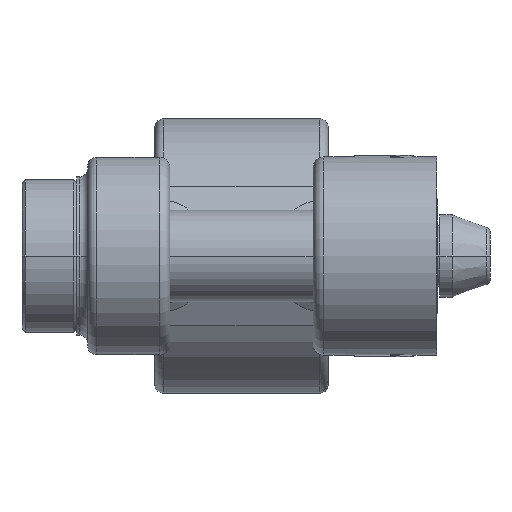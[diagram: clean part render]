
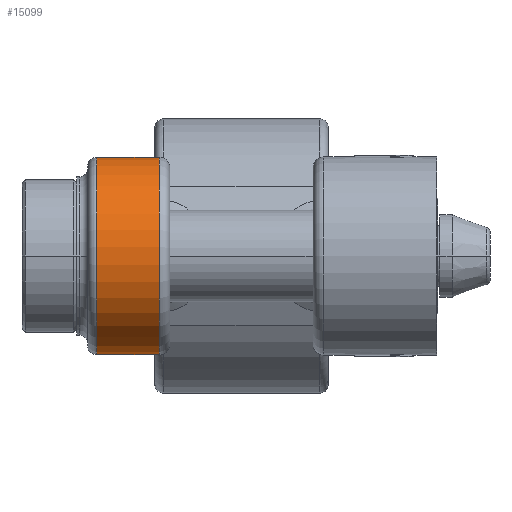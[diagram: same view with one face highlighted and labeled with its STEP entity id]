
A CAD part, front view. The second image highlights one B-rep face of the part: STEP entity #15099.
In plain terms, the highlighted cylindrical face has radius 32.5 mm (diameter 65 mm), a partial arc.
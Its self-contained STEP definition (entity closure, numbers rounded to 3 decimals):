
#3668=CARTESIAN_POINT('',(-47.5,0.,0.));
#3669=DIRECTION('',(1.,0.,0.));
#3670=DIRECTION('',(0.,0.82,0.573));
#3671=AXIS2_PLACEMENT_3D('',#3668,#3669,#3670);
#3688=DIRECTION('',(-1.,0.,0.));
#3689=VECTOR('',#3688,20.5);
#3690=CARTESIAN_POINT('',(-27.,26.635,-18.624));
#3691=LINE('62012',#3690,#3689);
#3692=DIRECTION('',(-1.,0.,0.));
#3693=VECTOR('',#3692,20.5);
#3694=CARTESIAN_POINT('',(-27.,26.635,18.624));
#3695=LINE('60971',#3694,#3693);
#3706=CARTESIAN_POINT('',(-27.,0.,0.));
#3707=DIRECTION('',(-1.,0.,0.));
#3708=DIRECTION('',(0.,0.82,-0.573));
#3709=AXIS2_PLACEMENT_3D('',#3706,#3707,#3708);
#8891=CARTESIAN_POINT('',(-47.5,26.635,18.624));
#8893=VERTEX_POINT('',#8891);
#8911=CARTESIAN_POINT('',(-27.,26.635,18.624));
#8913=VERTEX_POINT('',#8911);
#9001=CARTESIAN_POINT('',(-47.5,26.635,-18.624));
#9003=VERTEX_POINT('',#9001);
#9021=CARTESIAN_POINT('',(-27.,26.635,-18.624));
#9023=VERTEX_POINT('',#9021);
#15086=CARTESIAN_POINT('',(73.925,0.,0.));
#15087=DIRECTION('',(-1.,0.,0.));
#15088=DIRECTION('',(0.,1.,0.));
#15089=AXIS2_PLACEMENT_3D('',#15086,#15087,#15088);
#15090=CYLINDRICAL_SURFACE('39308',#15089,32.5);
#15092=ORIENTED_EDGE('62263',*,*,#15091,.F.);
#15094=ORIENTED_EDGE('62012',*,*,#15093,.T.);
#15095=ORIENTED_EDGE('62257',*,*,#15077,.F.);
#15096=ORIENTED_EDGE('60971',*,*,#11433,.F.);
#15097=EDGE_LOOP('39308',(#15092,#15094,#15095,#15096));
#15098=FACE_OUTER_BOUND('39308',#15097,.F.);
#3672=CIRCLE('62257',#3671,32.5);
#3710=CIRCLE('62263',#3709,32.5);
#11433=EDGE_CURVE('60971',#8913,#8893,#3695,.T.);
#15077=EDGE_CURVE('62257',#8893,#9003,#3672,.T.);
#15091=EDGE_CURVE('62263',#9023,#8913,#3710,.T.);
#15093=EDGE_CURVE('62012',#9023,#9003,#3691,.T.);
#15099=ADVANCED_FACE('39308',(#15098),#15090,.T.);
